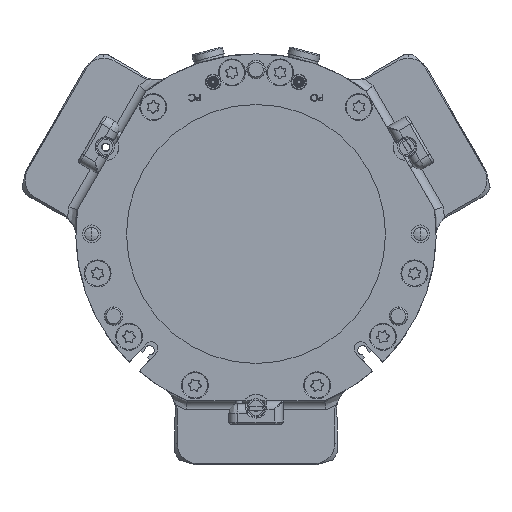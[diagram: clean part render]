
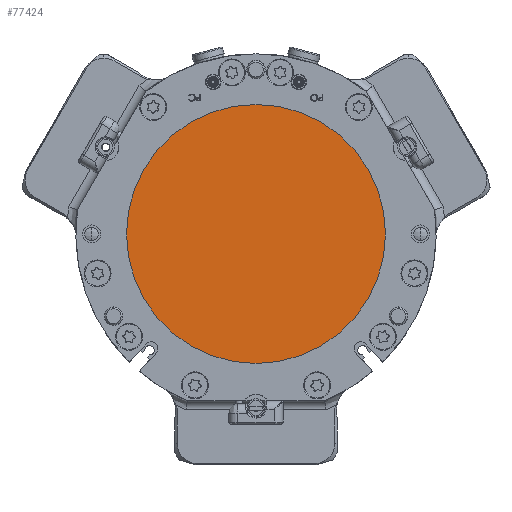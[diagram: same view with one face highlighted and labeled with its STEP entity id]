
A CAD part, front view. The second image highlights one B-rep face of the part: STEP entity #77424.
In plain terms, the highlighted planar face has unit normal (0, -1, 0).
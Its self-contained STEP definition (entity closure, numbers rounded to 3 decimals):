
#14085 = CARTESIAN_POINT ( 'NONE',  ( 0., 0.25, 0. ) ) ;
#22973 = ORIENTED_EDGE ( 'NONE', *, *, #74101, .T. ) ;
#27484 = DIRECTION ( 'NONE',  ( 0., 0., -1. ) ) ;
#28656 = AXIS2_PLACEMENT_3D ( 'NONE', #110485, #108900, #47475 ) ;
#32205 = EDGE_CURVE ( 'NONE', #127500, #112712, #104134, .T. ) ;
#36917 = FACE_OUTER_BOUND ( 'NONE', #136535, .T. ) ;
#37813 = CARTESIAN_POINT ( 'NONE',  ( 0., 0.25, -57.5 ) ) ;
#37925 = CIRCLE ( 'NONE', #120560, 57.5 ) ;
#47475 = DIRECTION ( 'NONE',  ( 0., 0., -1. ) ) ;
#63469 = DIRECTION ( 'NONE',  ( 0., -1., 0. ) ) ;
#74101 = EDGE_CURVE ( 'NONE', #112712, #127500, #37925, .T. ) ;
#77424 = ADVANCED_FACE ( 'NONE', ( #36917 ), #158182, .T. ) ;
#77613 = ORIENTED_EDGE ( 'NONE', *, *, #32205, .T. ) ;
#77622 = DIRECTION ( 'NONE',  ( 0., -1., 0. ) ) ;
#104134 = CIRCLE ( 'NONE', #155659, 57.5 ) ;
#108900 = DIRECTION ( 'NONE',  ( 0., -1., 0. ) ) ;
#110485 = CARTESIAN_POINT ( 'NONE',  ( 0., 0.25, 0. ) ) ;
#112712 = VERTEX_POINT ( 'NONE', #37813 ) ;
#120560 = AXIS2_PLACEMENT_3D ( 'NONE', #14085, #63469, #149021 ) ;
#127500 = VERTEX_POINT ( 'NONE', #148898 ) ;
#136535 = EDGE_LOOP ( 'NONE', ( #22973, #77613 ) ) ;
#147911 = CARTESIAN_POINT ( 'NONE',  ( 0., 0.25, 0. ) ) ;
#148898 = CARTESIAN_POINT ( 'NONE',  ( 0., 0.25, 57.5 ) ) ;
#149021 = DIRECTION ( 'NONE',  ( 0., 0., -1. ) ) ;
#155659 = AXIS2_PLACEMENT_3D ( 'NONE', #147911, #77622, #27484 ) ;
#158182 = PLANE ( 'NONE',  #28656 ) ;
